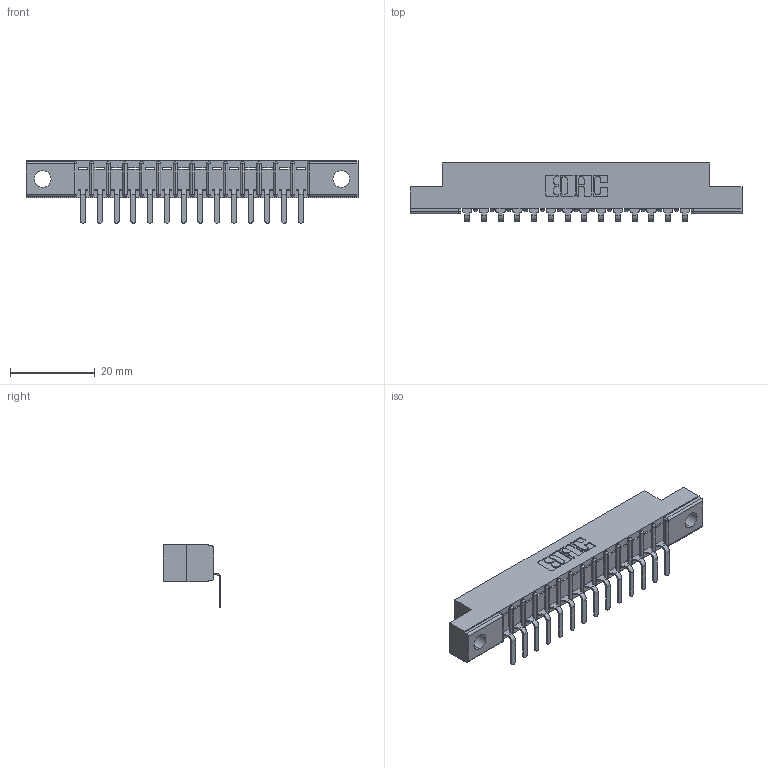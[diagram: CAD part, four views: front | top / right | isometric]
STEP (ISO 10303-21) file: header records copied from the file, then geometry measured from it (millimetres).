
FILE_DESCRIPTION (( 'STEP AP203' ), '1' );
FILE_NAME ('357-014-559-104.STEP', '2022-07-12T23:24:19', ( '' ), ( '' ), 'SwSTEP 2.0', 'SolidWorks 2020', '' );
FILE_SCHEMA (( 'CONFIG_CONTROL_DESIGN' ));
Length unit declared in the file: inch
Products named in the file (3): 307-290-001_558 559 - 1 (Single); 357-014-559-104; 307 Part_.156 Dia Mounting Holes
Assembly tree (15 placements, depth 2):
  357-014-559-104
    307 Part_.156 Dia Mounting Holes
    307-290-001_558 559 - 1 (Single)  x14
Bounding box: 78.49 x 13.7 x 14.81 mm (x, y, z)
Volume: 4876.9 mm3; surface area: 7168.1 mm2
Topology: 15 solids, 15 shells, 987 faces, 2795 edges, 1802 vertices
Faces by surface type: plane 630, cylinder 327, sphere 30
Entity records: 15976 total; most frequent: CARTESIAN_POINT 2686, ORIENTED_EDGE 2670, DIRECTION 2621, EDGE_CURVE 1335, VECTOR 1019, LINE 1019, VERTEX_POINT 866, AXIS2_PLACEMENT_3D 801
